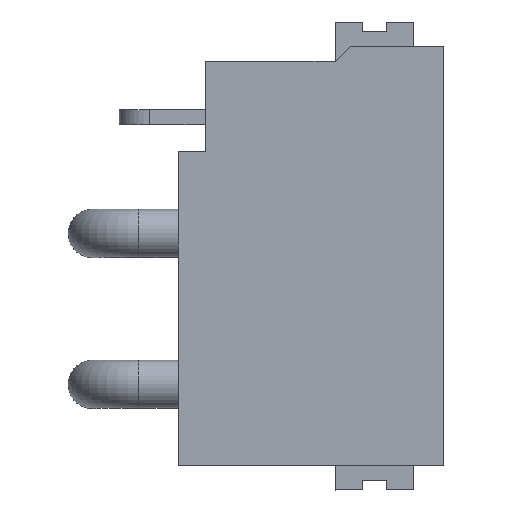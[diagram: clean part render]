
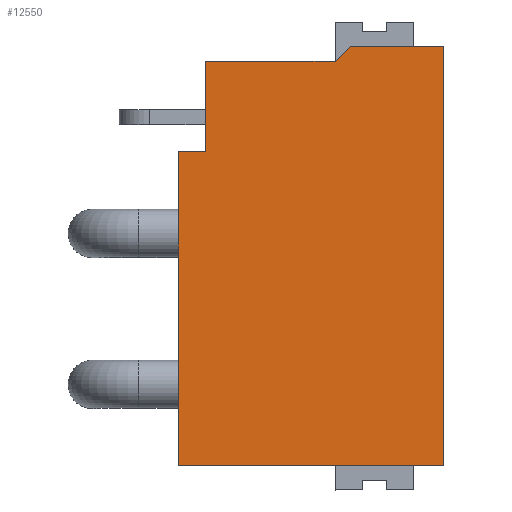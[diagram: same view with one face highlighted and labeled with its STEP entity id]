
A CAD part, top view. The second image highlights one B-rep face of the part: STEP entity #12550.
In plain terms, the highlighted face is planar.
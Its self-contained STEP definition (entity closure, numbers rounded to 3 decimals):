
#1487=FACE_OUTER_BOUND('',#2284,.T.);
#2284=EDGE_LOOP('',(#9080,#9081,#9082,#9083,#9084,#9085,#9086,#9087));
#3331=LINE('',#19122,#4361);
#3339=LINE('',#19138,#4369);
#3347=LINE('',#19154,#4377);
#3351=LINE('',#19160,#4381);
#3364=LINE('',#19186,#4394);
#3385=LINE('',#19229,#4415);
#3386=LINE('',#19231,#4416);
#3387=LINE('',#19232,#4417);
#4361=VECTOR('',#15330,1.);
#4369=VECTOR('',#15344,1.);
#4377=VECTOR('',#15358,1.);
#4381=VECTOR('',#15364,1.);
#4394=VECTOR('',#15389,1.);
#4415=VECTOR('',#15432,1.);
#4416=VECTOR('',#15433,1.);
#4417=VECTOR('',#15434,1.);
#5276=VERTEX_POINT('',#19119);
#5277=VERTEX_POINT('',#19121);
#5281=VERTEX_POINT('',#19135);
#5282=VERTEX_POINT('',#19137);
#5287=VERTEX_POINT('',#19152);
#5295=VERTEX_POINT('',#19184);
#5306=VERTEX_POINT('',#19228);
#5307=VERTEX_POINT('',#19230);
#6615=EDGE_CURVE('',#5277,#5276,#3331,.T.);
#6623=EDGE_CURVE('',#5281,#5282,#3339,.T.);
#6631=EDGE_CURVE('',#5287,#5281,#3347,.T.);
#6635=EDGE_CURVE('',#5287,#5277,#3351,.T.);
#6648=EDGE_CURVE('',#5276,#5295,#3364,.T.);
#6669=EDGE_CURVE('',#5282,#5306,#3385,.T.);
#6670=EDGE_CURVE('',#5307,#5295,#3386,.T.);
#6671=EDGE_CURVE('',#5306,#5307,#3387,.T.);
#9080=ORIENTED_EDGE('',*,*,#6669,.F.);
#9081=ORIENTED_EDGE('',*,*,#6623,.F.);
#9082=ORIENTED_EDGE('',*,*,#6631,.F.);
#9083=ORIENTED_EDGE('',*,*,#6635,.T.);
#9084=ORIENTED_EDGE('',*,*,#6615,.T.);
#9085=ORIENTED_EDGE('',*,*,#6648,.T.);
#9086=ORIENTED_EDGE('',*,*,#6670,.F.);
#9087=ORIENTED_EDGE('',*,*,#6671,.F.);
#12090=PLANE('',#13389);
#12550=ADVANCED_FACE('',(#1487),#12090,.T.);
#13389=AXIS2_PLACEMENT_3D('',#19227,#15430,#15431);
#15330=DIRECTION('',(0.,0.,-1.));
#15344=DIRECTION('',(0.,0.707,0.707));
#15358=DIRECTION('',(0.,0.,1.));
#15364=DIRECTION('',(0.,-1.,0.));
#15389=DIRECTION('',(0.,-1.,0.));
#15430=DIRECTION('center_axis',(-1.,0.,0.));
#15431=DIRECTION('ref_axis',(0.,0.,1.));
#15432=DIRECTION('',(0.,0.,1.));
#15433=DIRECTION('',(0.,0.,-1.));
#15434=DIRECTION('',(0.,-1.,0.));
#19119=CARTESIAN_POINT('',(-3.002,3.52,11.125));
#19121=CARTESIAN_POINT('',(-3.002,3.52,12.025));
#19122=CARTESIAN_POINT('',(-3.002,3.52,12.025));
#19135=CARTESIAN_POINT('',(-3.002,6.52,16.325));
#19137=CARTESIAN_POINT('',(-3.002,7.02,16.825));
#19138=CARTESIAN_POINT('',(-3.002,6.52,16.325));
#19152=CARTESIAN_POINT('',(-3.002,6.52,12.025));
#19154=CARTESIAN_POINT('',(-3.002,6.52,12.025));
#19160=CARTESIAN_POINT('',(-3.002,6.52,12.025));
#19184=CARTESIAN_POINT('',(-3.002,-6.88,11.125));
#19186=CARTESIAN_POINT('',(-3.002,3.52,11.125));
#19227=CARTESIAN_POINT('Origin',(-3.002,3.52,9.625));
#19228=CARTESIAN_POINT('',(-3.002,7.02,19.925));
#19229=CARTESIAN_POINT('',(-3.002,7.02,16.825));
#19230=CARTESIAN_POINT('',(-3.002,-6.88,19.925));
#19231=CARTESIAN_POINT('',(-3.002,-6.88,19.925));
#19232=CARTESIAN_POINT('',(-3.002,7.02,19.925));
